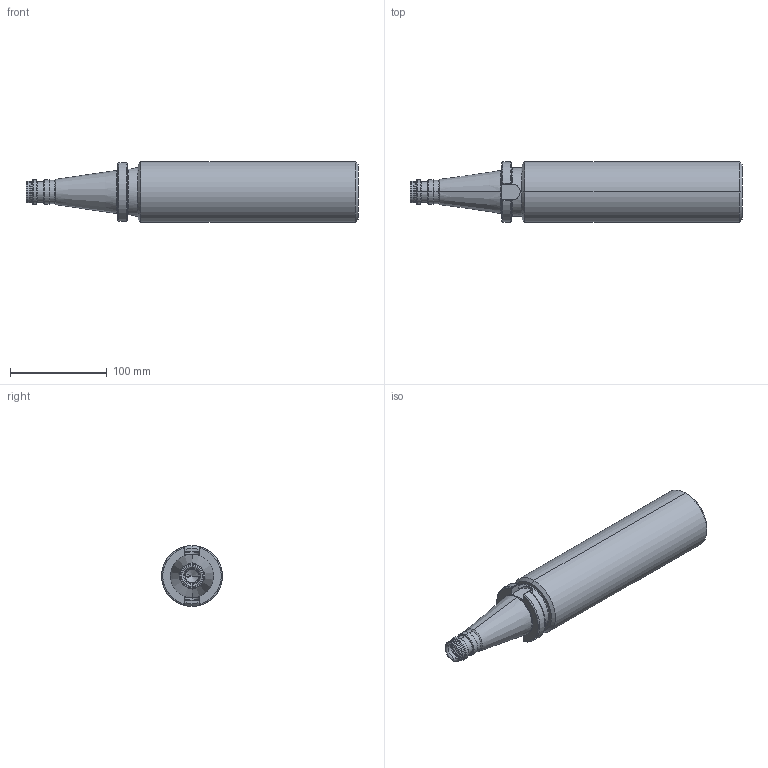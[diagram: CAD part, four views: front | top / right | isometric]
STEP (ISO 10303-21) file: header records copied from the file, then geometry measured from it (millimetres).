
FILE_DESCRIPTION (( 'STEP AP203' ), '1' );
FILE_NAME ('401.17.63.STEP', '2016-10-25T08:38:01', ( '' ), ( '' ), 'SwSTEP 2.0', 'SolidWorks 2012', '' );
FILE_SCHEMA (( 'CONFIG_CONTROL_DESIGN' ));
Length unit declared in the file: millimetre
Products named in the file (1): 401.17.63
Bounding box: 343.4 x 63 x 63 mm (x, y, z)
Volume: 826310.6 mm3; surface area: 67770.7 mm2
Topology: 1 solids, 1 shells, 134 faces, 319 edges, 189 vertices
Faces by surface type: cylinder 53, torus 32, cone 28, plane 19, bspline 2
Entity records: 6002 total; most frequent: CARTESIAN_POINT 2960, DIRECTION 638, ORIENTED_EDGE 630, EDGE_CURVE 315, AXIS2_PLACEMENT_3D 265, VERTEX_POINT 189, EDGE_LOOP 140, ADVANCED_FACE 134
